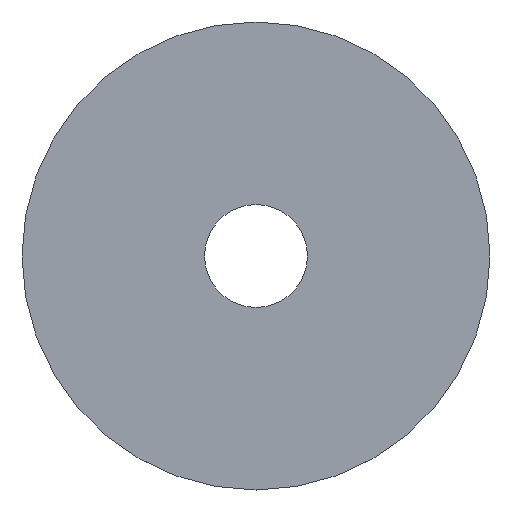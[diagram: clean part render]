
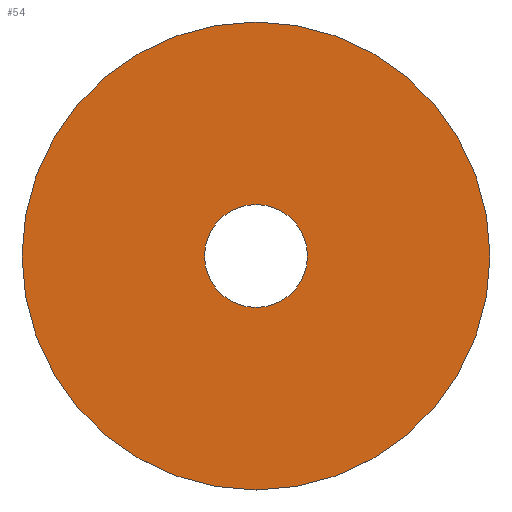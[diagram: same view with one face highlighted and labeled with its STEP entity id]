
A CAD part, top view. The second image highlights one B-rep face of the part: STEP entity #54.
In plain terms, the highlighted planar face has unit normal (0, 0, 1).
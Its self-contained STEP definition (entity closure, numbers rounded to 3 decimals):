
#3 = DIRECTION ( 'NONE',  ( 0., 1., 0. ) ) ;
#7 = DIRECTION ( 'NONE',  ( 0., 0., -1. ) ) ;
#18 = FACE_OUTER_BOUND ( 'NONE', #105, .T. ) ;
#21 = EDGE_CURVE ( 'NONE', #156, #156, #144, .T. ) ;
#28 = DIRECTION ( 'NONE',  ( 0., 1., 0. ) ) ;
#44 = EDGE_LOOP ( 'NONE', ( #140 ) ) ;
#54 = ADVANCED_FACE ( 'NONE', ( #169, #18 ), #102, .T. ) ;
#57 = CARTESIAN_POINT ( 'NONE',  ( 0., 11., 0.8 ) ) ;
#64 = DIRECTION ( 'NONE',  ( 0., -1., 0. ) ) ;
#65 = VERTEX_POINT ( 'NONE', #57 ) ;
#67 = DIRECTION ( 'NONE',  ( 0., 0., -1. ) ) ;
#71 = CIRCLE ( 'NONE', #141, 11. ) ;
#73 = CARTESIAN_POINT ( 'NONE',  ( 0., 50., 0.8 ) ) ;
#102 = PLANE ( 'NONE',  #135 ) ;
#105 = EDGE_LOOP ( 'NONE', ( #146 ) ) ;
#130 = CARTESIAN_POINT ( 'NONE',  ( 0., 0., 0.8 ) ) ;
#135 = AXIS2_PLACEMENT_3D ( 'NONE', #73, #142, #64 ) ;
#137 = EDGE_CURVE ( 'NONE', #65, #65, #71, .T. ) ;
#140 = ORIENTED_EDGE ( 'NONE', *, *, #137, .T. ) ;
#141 = AXIS2_PLACEMENT_3D ( 'NONE', #130, #67, #3 ) ;
#142 = DIRECTION ( 'NONE',  ( 0., 0., 1. ) ) ;
#144 = CIRCLE ( 'NONE', #161, 50. ) ;
#146 = ORIENTED_EDGE ( 'NONE', *, *, #21, .F. ) ;
#155 = CARTESIAN_POINT ( 'NONE',  ( 0., 50., 0.8 ) ) ;
#156 = VERTEX_POINT ( 'NONE', #155 ) ;
#161 = AXIS2_PLACEMENT_3D ( 'NONE', #168, #7, #28 ) ;
#168 = CARTESIAN_POINT ( 'NONE',  ( 0., 0., 0.8 ) ) ;
#169 = FACE_BOUND ( 'NONE', #44, .T. ) ;
